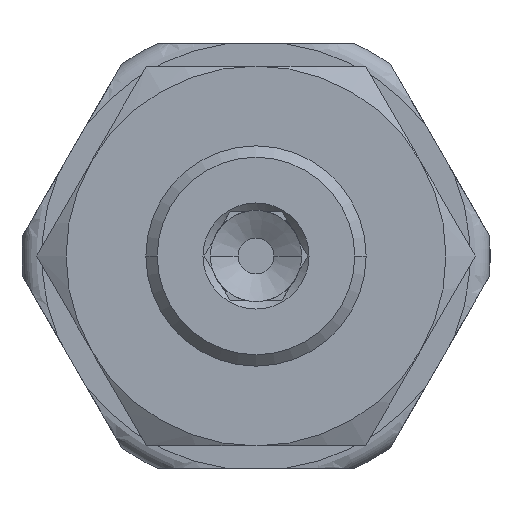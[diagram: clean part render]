
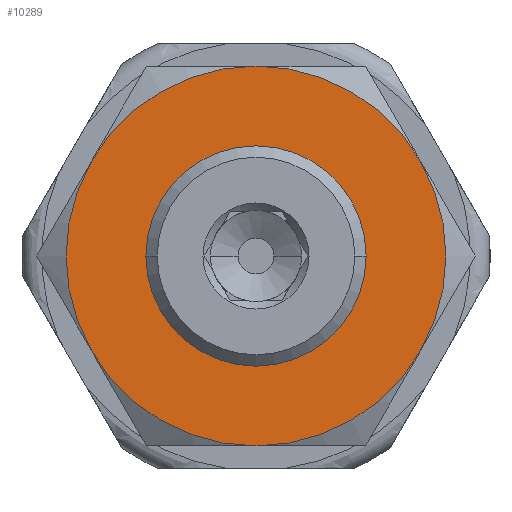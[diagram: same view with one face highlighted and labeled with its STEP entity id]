
A CAD part, left-side view. The second image highlights one B-rep face of the part: STEP entity #10289.
In plain terms, the highlighted planar face has unit normal (-1, 0, 0).
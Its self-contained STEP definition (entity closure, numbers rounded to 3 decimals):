
#5222=CARTESIAN_POINT('',(-29.613,0.,0.));
#5223=DIRECTION('',(-1.,0.,0.));
#5224=DIRECTION('',(0.,-0.866,-0.5));
#5225=AXIS2_PLACEMENT_3D('',#5222,#5223,#5224);
#5227=CARTESIAN_POINT('',(-29.613,0.,0.));
#5228=DIRECTION('',(-1.,0.,0.));
#5229=DIRECTION('',(0.,0.,1.));
#5230=AXIS2_PLACEMENT_3D('',#5227,#5228,#5229);
#5232=CARTESIAN_POINT('',(-29.613,0.,0.));
#5233=DIRECTION('',(-1.,0.,0.));
#5234=DIRECTION('',(0.,-0.866,0.5));
#5235=AXIS2_PLACEMENT_3D('',#5232,#5233,#5234);
#5237=CARTESIAN_POINT('',(-29.613,0.,0.));
#5238=DIRECTION('',(-1.,0.,0.));
#5239=DIRECTION('',(0.,0.,-1.));
#5240=AXIS2_PLACEMENT_3D('',#5237,#5238,#5239);
#5242=CARTESIAN_POINT('',(-29.613,0.,0.));
#5243=DIRECTION('',(-1.,0.,0.));
#5244=DIRECTION('',(0.,0.866,-0.5));
#5245=AXIS2_PLACEMENT_3D('',#5242,#5243,#5244);
#5247=CARTESIAN_POINT('',(-29.613,0.,0.));
#5248=DIRECTION('',(-1.,0.,0.));
#5249=DIRECTION('',(0.,0.866,0.5));
#5250=AXIS2_PLACEMENT_3D('',#5247,#5248,#5249);
#5252=CARTESIAN_POINT('',(-29.613,0.,0.));
#5253=DIRECTION('',(1.,0.,0.));
#5254=DIRECTION('',(0.,1.,0.));
#5255=AXIS2_PLACEMENT_3D('',#5252,#5253,#5254);
#5262=CARTESIAN_POINT('',(-29.613,0.,0.));
#5263=DIRECTION('',(1.,0.,0.));
#5264=DIRECTION('',(0.,-1.,0.));
#5265=AXIS2_PLACEMENT_3D('',#5262,#5263,#5264);
#6234=CARTESIAN_POINT('',(-29.613,7.361,-4.25));
#6235=CARTESIAN_POINT('',(-29.613,0.,-8.5));
#6236=VERTEX_POINT('',#6234);
#6237=VERTEX_POINT('',#6235);
#6238=CARTESIAN_POINT('',(-29.613,-7.361,-4.25));
#6239=VERTEX_POINT('',#6238);
#6240=CARTESIAN_POINT('',(-29.613,-7.361,4.25));
#6241=CARTESIAN_POINT('',(-29.613,0.,8.5));
#6242=VERTEX_POINT('',#6240);
#6243=VERTEX_POINT('',#6241);
#6244=CARTESIAN_POINT('',(-29.613,7.361,4.25));
#6245=VERTEX_POINT('',#6244);
#6276=CARTESIAN_POINT('',(-29.613,4.928,0.));
#6277=CARTESIAN_POINT('',(-29.613,-4.928,0.));
#6278=VERTEX_POINT('',#6276);
#6279=VERTEX_POINT('',#6277);
#10265=CARTESIAN_POINT('',(-29.613,0.,0.));
#10266=DIRECTION('',(-1.,0.,0.));
#10267=DIRECTION('',(0.,1.,0.));
#10268=AXIS2_PLACEMENT_3D('',#10265,#10266,#10267);
#10269=PLANE('',#10268);
#10271=ORIENTED_EDGE('',*,*,#10270,.F.);
#10273=ORIENTED_EDGE('',*,*,#10272,.F.);
#10275=ORIENTED_EDGE('',*,*,#10274,.F.);
#10276=ORIENTED_EDGE('',*,*,#10251,.F.);
#10278=ORIENTED_EDGE('',*,*,#10277,.F.);
#10280=ORIENTED_EDGE('',*,*,#10279,.F.);
#10281=EDGE_LOOP('',(#10271,#10273,#10275,#10276,#10278,#10280));
#10282=FACE_OUTER_BOUND('',#10281,.F.);
#10284=ORIENTED_EDGE('',*,*,#10283,.F.);
#10286=ORIENTED_EDGE('',*,*,#10285,.F.);
#10287=EDGE_LOOP('',(#10284,#10286));
#10288=FACE_BOUND('',#10287,.F.);
#5226=CIRCLE('',#5225,8.5);
#5231=CIRCLE('',#5230,8.5);
#5236=CIRCLE('',#5235,8.5);
#5241=CIRCLE('',#5240,8.5);
#5246=CIRCLE('',#5245,8.5);
#5251=CIRCLE('',#5250,8.5);
#5256=CIRCLE('',#5255,4.928);
#5266=CIRCLE('',#5265,4.928);
#10251=EDGE_CURVE('',#6239,#6242,#5226,.T.);
#10270=EDGE_CURVE('',#6245,#6236,#5251,.T.);
#10272=EDGE_CURVE('',#6243,#6245,#5231,.T.);
#10274=EDGE_CURVE('',#6242,#6243,#5236,.T.);
#10277=EDGE_CURVE('',#6237,#6239,#5241,.T.);
#10279=EDGE_CURVE('',#6236,#6237,#5246,.T.);
#10283=EDGE_CURVE('',#6278,#6279,#5256,.T.);
#10285=EDGE_CURVE('',#6279,#6278,#5266,.T.);
#10289=ADVANCED_FACE('',(#10282,#10288),#10269,.T.);
